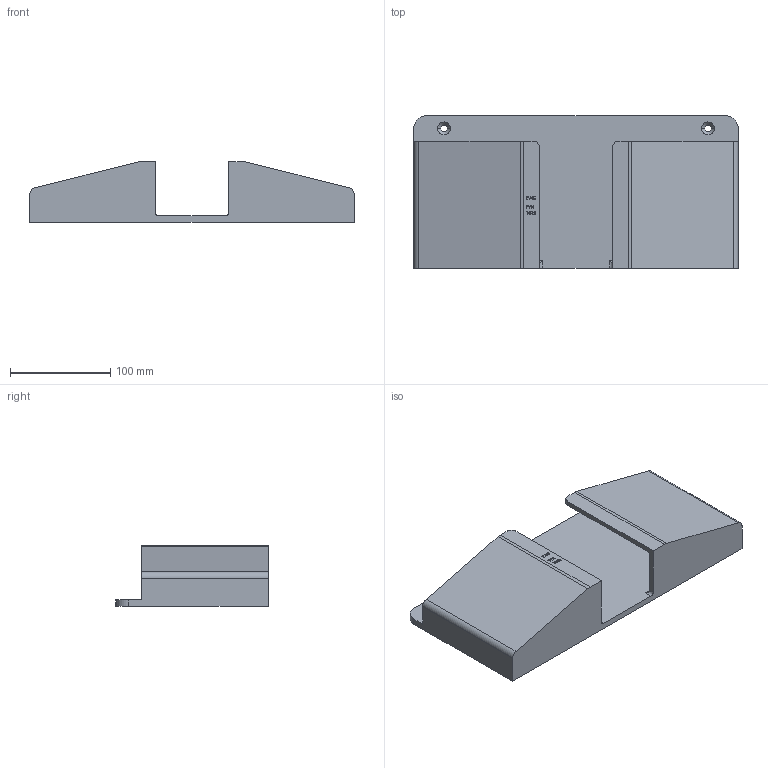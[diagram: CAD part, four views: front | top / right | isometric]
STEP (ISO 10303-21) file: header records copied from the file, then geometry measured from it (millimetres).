
FILE_DESCRIPTION (( 'STEP AP203' ), '1' );
FILE_NAME ('1012.STEP', '2010-08-19T17:34:07', ( '' ), ( '' ), 'SwSTEP 2.0', 'SolidWorks 2010', '' );
FILE_SCHEMA (( 'CONFIG_CONTROL_DESIGN' ));
Length unit declared in the file: inch
Products named in the file (1): 1012
Bounding box: 323.85 x 152.4 x 60.45 mm (x, y, z)
Volume: 539303.3 mm3; surface area: 198870.1 mm2
Topology: 1 solids, 1 shells, 164 faces, 431 edges, 281 vertices
Faces by surface type: plane 97, bspline 36, cylinder 25, cone 4, sphere 2
Entity records: 8666 total; most frequent: CARTESIAN_POINT 4772, ORIENTED_EDGE 858, DIRECTION 650, EDGE_CURVE 429, VECTOR 308, LINE 308, VERTEX_POINT 281, EDGE_LOOP 182
